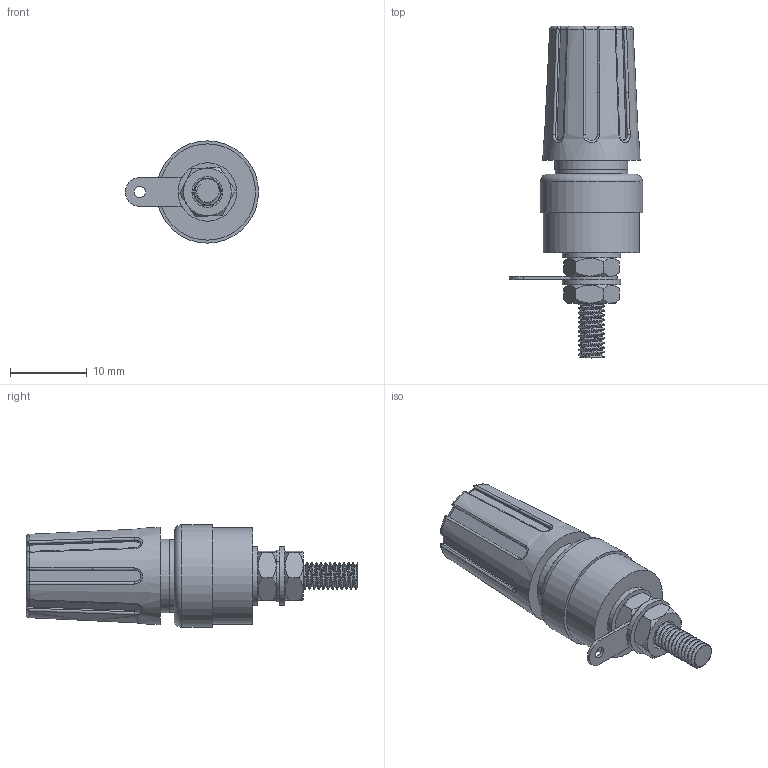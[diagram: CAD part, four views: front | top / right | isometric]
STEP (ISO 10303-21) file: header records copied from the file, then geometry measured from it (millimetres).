
FILE_DESCRIPTION(/* description */ (''),/* implementation_level */ '2;1');
FILE_NAME(/* name */ 'cliff_TP1.step',/* time_stamp */ '2021-01-05T14:30:57+11:00',/* author */ (''),/* organization */ (''),/* preprocessor_version */ 'ST-DEVELOPER v18.1',/* originating_system */ 'Autodesk Translation Framework v9.7.1.1290',/* authorisation */ '');
FILE_SCHEMA (('AUTOMOTIVE_DESIGN { 1 0 10303 214 3 1 1 }'));
Length unit declared in the file: millimetre
Products named in the file (9): TP1_banana_plug; knob; external_spacer; teflon_spacer; solder_lug; washer; nut; knob_internal_contact; binding_post
Assembly tree (10 placements, depth 2):
  TP1_banana_plug
    knob
    external_spacer
    teflon_spacer
    washer  x2
    nut  x2
    solder_lug
    knob_internal_contact
    binding_post
Bounding box: 17.3 x 43.13 x 13.3 mm (x, y, z)
Volume: 3137.8 mm3; surface area: 4478.5 mm2
Topology: 10 solids, 10 shells, 298 faces, 784 edges, 512 vertices
Faces by surface type: cylinder 135, plane 104, bspline 40, cone 10, torus 9
Full cylindrical faces by diameter (mm): 1.5 x1, 2 x1, 2.732 x14, 3.417 x23, 3.6 x1, 4 x6, 4.744 x1, 5 x1, 5.884 x1, 7.6 x2, 9.4 x1, 9.5 x1, 10 x1, 12.5 x1, 13.3 x1
Entity records: 15205 total; most frequent: CARTESIAN_POINT 8774, ORIENTED_EDGE 1426, DIRECTION 1060, EDGE_CURVE 713, VERTEX_POINT 466, AXIS2_PLACEMENT_3D 406, EDGE_LOOP 295, B_SPLINE_CURVE_WITH_KNOTS 295
